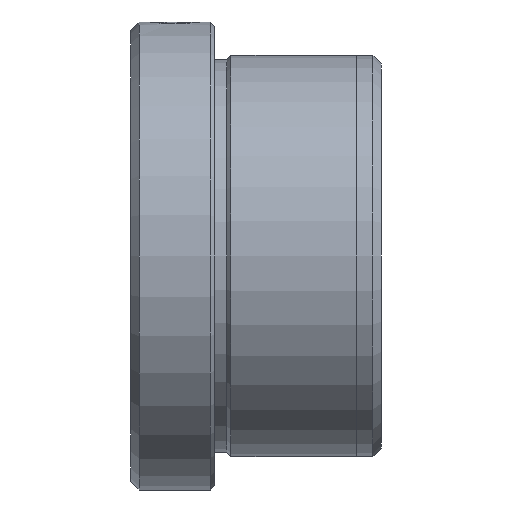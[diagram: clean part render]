
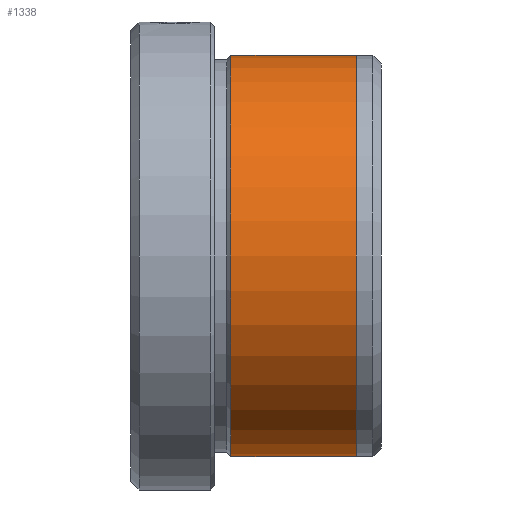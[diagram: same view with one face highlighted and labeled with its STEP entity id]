
A CAD part, left-side view. The second image highlights one B-rep face of the part: STEP entity #1338.
In plain terms, the highlighted cylindrical face has radius 24 mm (diameter 48 mm), a partial arc.
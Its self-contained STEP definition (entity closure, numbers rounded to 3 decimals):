
#5 = CARTESIAN_POINT ( 'NONE',  ( 0., -27., -24. ) ) ;
#10 = CARTESIAN_POINT ( 'NONE',  ( 0., -12., 0. ) ) ;
#12 = VERTEX_POINT ( 'NONE', #1105 ) ;
#32 = DIRECTION ( 'NONE',  ( 0., 0., 1. ) ) ;
#148 = DIRECTION ( 'NONE',  ( 0., 0., 1. ) ) ;
#185 = CYLINDRICAL_SURFACE ( 'NONE', #1320, 24. ) ;
#206 = EDGE_CURVE ( 'NONE', #12, #745, #1170, .T. ) ;
#269 = EDGE_LOOP ( 'NONE', ( #1662, #1186, #1159, #1592 ) ) ;
#376 = DIRECTION ( 'NONE',  ( 0., 1., 0. ) ) ;
#408 = VECTOR ( 'NONE', #1123, 1000. ) ;
#440 = DIRECTION ( 'NONE',  ( 0., 1., 0. ) ) ;
#662 = EDGE_CURVE ( 'NONE', #1242, #12, #1391, .T. ) ;
#732 = CIRCLE ( 'NONE', #1089, 24. ) ;
#745 = VERTEX_POINT ( 'NONE', #1098 ) ;
#763 = VECTOR ( 'NONE', #942, 1000. ) ;
#807 = LINE ( 'NONE', #1102, #763 ) ;
#942 = DIRECTION ( 'NONE',  ( 0., 1., 0. ) ) ;
#974 = DIRECTION ( 'NONE',  ( 0., 1., 0. ) ) ;
#1000 = CARTESIAN_POINT ( 'NONE',  ( 0., 0., 0. ) ) ;
#1089 = AXIS2_PLACEMENT_3D ( 'NONE', #10, #974, #148 ) ;
#1098 = CARTESIAN_POINT ( 'NONE',  ( 0., -12., 24. ) ) ;
#1102 = CARTESIAN_POINT ( 'NONE',  ( 0., 0., -24. ) ) ;
#1105 = CARTESIAN_POINT ( 'NONE',  ( 0., -27., 24. ) ) ;
#1123 = DIRECTION ( 'NONE',  ( 0., 1., 0. ) ) ;
#1130 = CARTESIAN_POINT ( 'NONE',  ( 0., -12., -24. ) ) ;
#1159 = ORIENTED_EDGE ( 'NONE', *, *, #206, .T. ) ;
#1170 = LINE ( 'NONE', #1430, #408 ) ;
#1182 = EDGE_CURVE ( 'NONE', #1242, #1483, #807, .T. ) ;
#1186 = ORIENTED_EDGE ( 'NONE', *, *, #662, .T. ) ;
#1222 = CARTESIAN_POINT ( 'NONE',  ( 0., -27., 0. ) ) ;
#1242 = VERTEX_POINT ( 'NONE', #5 ) ;
#1247 = EDGE_CURVE ( 'NONE', #1483, #745, #732, .T. ) ;
#1320 = AXIS2_PLACEMENT_3D ( 'NONE', #1000, #440, #32 ) ;
#1338 = ADVANCED_FACE ( 'NONE', ( #1698 ), #185, .T. ) ;
#1366 = DIRECTION ( 'NONE',  ( 0., 0., 1. ) ) ;
#1391 = CIRCLE ( 'NONE', #1587, 24. ) ;
#1430 = CARTESIAN_POINT ( 'NONE',  ( 0., 0., 24. ) ) ;
#1483 = VERTEX_POINT ( 'NONE', #1130 ) ;
#1587 = AXIS2_PLACEMENT_3D ( 'NONE', #1222, #376, #1366 ) ;
#1592 = ORIENTED_EDGE ( 'NONE', *, *, #1247, .F. ) ;
#1662 = ORIENTED_EDGE ( 'NONE', *, *, #1182, .F. ) ;
#1698 = FACE_OUTER_BOUND ( 'NONE', #269, .T. ) ;
